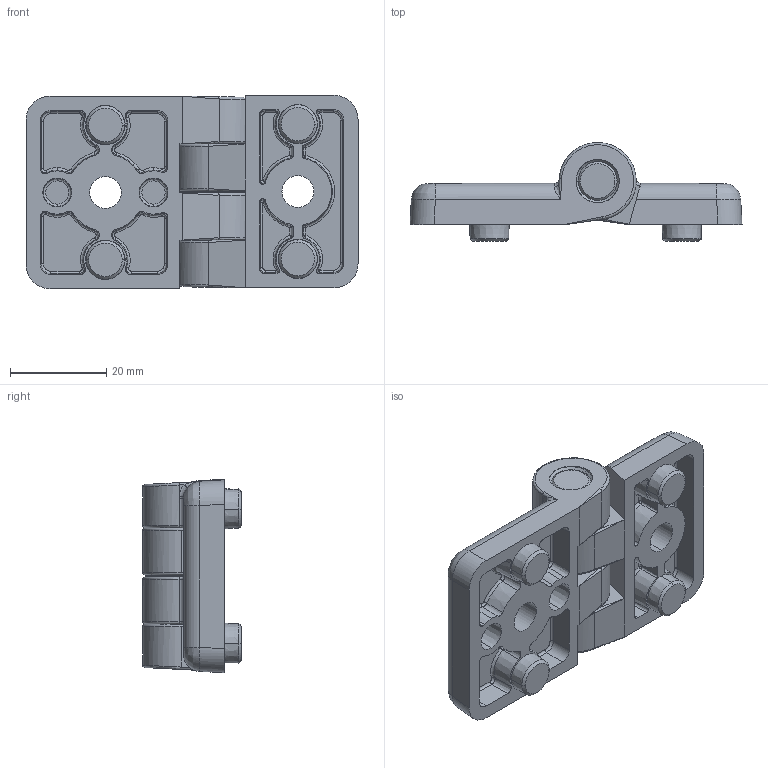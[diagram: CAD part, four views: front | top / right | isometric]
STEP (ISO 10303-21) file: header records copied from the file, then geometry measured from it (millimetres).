
FILE_DESCRIPTION (( 'STEP AP214' ), '1' );
FILE_NAME ('095ks3040f08.STEP', '2014-09-01T06:48:52', ( '' ), ( '' ), 'SwSTEP 2.0', 'SolidWorks 2014', '' );
FILE_SCHEMA (( 'AUTOMOTIVE_DESIGN' ));
Length unit declared in the file: millimetre
Products named in the file (1): 095ks3040f08
Bounding box: 69 x 20.5 x 40.2 mm (x, y, z)
Volume: 21218.5 mm3; surface area: 14143.4 mm2
Topology: 7 solids, 7 shells, 495 faces, 1226 edges, 751 vertices
Faces by surface type: bspline 167, cylinder 161, cone 94, plane 73
Entity records: 26720 total; most frequent: CARTESIAN_POINT 10545, ORIENTED_EDGE 2428, DIRECTION 1992, EDGE_CURVE 1214, AXIS2_PLACEMENT_3D 820, VERTEX_POINT 751, EDGE_LOOP 525, UNCERTAINTY_MEASURE_WITH_UNIT 504
